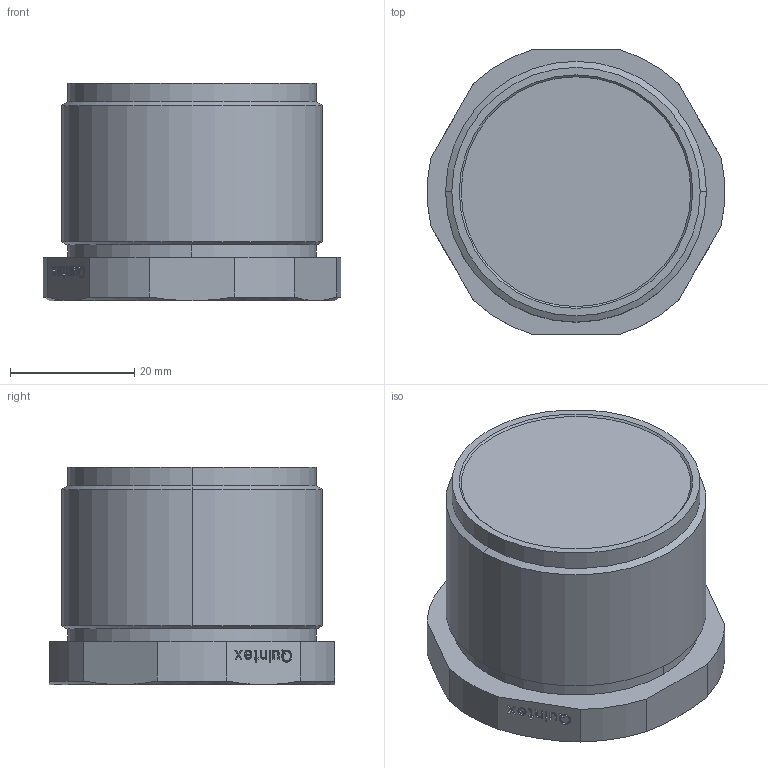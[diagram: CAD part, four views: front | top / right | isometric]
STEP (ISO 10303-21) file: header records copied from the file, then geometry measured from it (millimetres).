
FILE_DESCRIPTION(('Creo Elements/Direct Modeling STEP Export'),'2;1');
FILE_NAME('1001_Gewindehülse_M42x1,5.stp','2017-07-20T10:03:46',(''),(''),'Creo Elements/Direct Modeling STEP processor for AP214 (Solid Model)','Creo Elements/Direct Modeling 18.1E 22-Nov-2013 (C) Parametric Technology GmbH','');
FILE_SCHEMA(('AUTOMOTIVE_DESIGN { 1 0 10303 214 1 1 1 1 }'));
Length unit declared in the file: millimetre
Products named in the file (1): T1.1
Bounding box: 47.85 x 46 x 35 mm (x, y, z)
Volume: 49433.4 mm3; surface area: 8587.2 mm2
Topology: 1 solids, 1 shells, 468 faces, 1314 edges, 872 vertices
Faces by surface type: plane 442, cone 14, cylinder 12
Entity records: 14771 total; most frequent: CARTESIAN_POINT 2766, ORIENTED_EDGE 2628, DIRECTION 2214, EDGE_CURVE 1314, VECTOR 1262, LINE 1262, VERTEX_POINT 872, EDGE_LOOP 492
